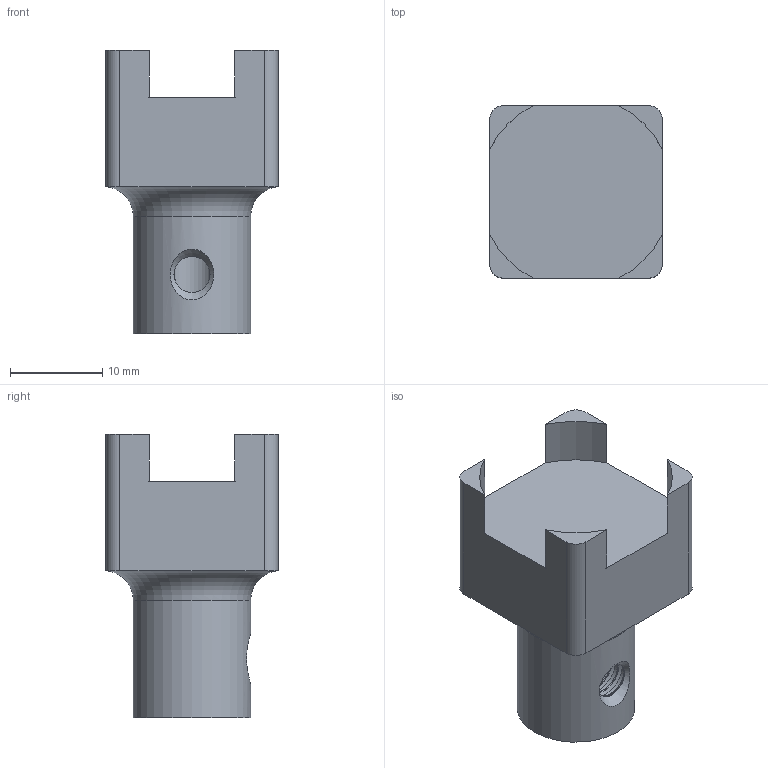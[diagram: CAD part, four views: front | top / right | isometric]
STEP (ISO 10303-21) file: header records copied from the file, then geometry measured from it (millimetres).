
FILE_DESCRIPTION(/* description */ (''),/* implementation_level */ '2;1');
FILE_NAME(/* name */ 'Gripper 2 v11.step',/* time_stamp */ '2024-09-13T15:01:47-04:00',/* author */ (''),/* organization */ (''),/* preprocessor_version */ 'ST-DEVELOPER v20',/* originating_system */ 'Autodesk Translation Framework v13.14.0.145',/* authorisation */ '');
FILE_SCHEMA (('AUTOMOTIVE_DESIGN { 1 0 10303 214 3 1 1 }'));
Length unit declared in the file: inch
Products named in the file (3): Gripper 2; Default; Speed Cube
Assembly tree (2 placements, depth 2):
  Gripper 2
    Default
    Speed Cube
Bounding box: 18.67 x 18.67 x 30.61 mm (x, y, z)
Volume: 5305.5 mm3; surface area: 2541.4 mm2
Topology: 1 solids, 1 shells, 52 faces, 151 edges, 102 vertices
Faces by surface type: cylinder 20, plane 19, bspline 8, torus 4, cone 1
Full cylindrical faces by diameter (mm): 4.064 x2, 4.826 x2, 12.7 x1
Entity records: 2992 total; most frequent: CARTESIAN_POINT 1623, ORIENTED_EDGE 302, DIRECTION 228, EDGE_CURVE 151, VERTEX_POINT 102, AXIS2_PLACEMENT_3D 88, B_SPLINE_CURVE_WITH_KNOTS 60, EDGE_LOOP 55
